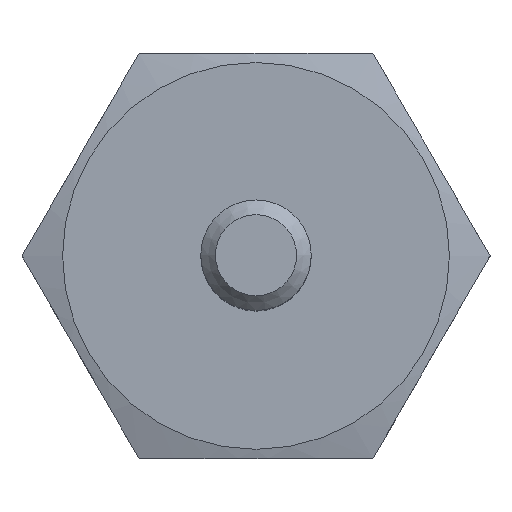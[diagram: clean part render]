
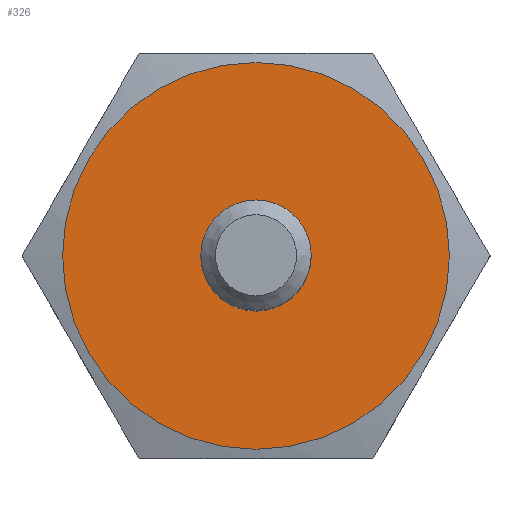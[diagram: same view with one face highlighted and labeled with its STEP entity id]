
A CAD part, top view. The second image highlights one B-rep face of the part: STEP entity #326.
In plain terms, the highlighted planar face has unit normal (0, 0, 1).
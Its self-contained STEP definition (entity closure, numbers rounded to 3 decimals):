
#28=FACE_BOUND('',#85,.T.);
#40=PLANE('',#389);
#63=FACE_OUTER_BOUND('',#84,.T.);
#84=EDGE_LOOP('',(#300));
#85=EDGE_LOOP('',(#301));
#117=CIRCLE('',#355,3.);
#133=CIRCLE('',#382,10.5);
#137=VERTEX_POINT('',#496);
#157=VERTEX_POINT('',#567);
#169=EDGE_CURVE('',#137,#137,#117,.T.);
#196=EDGE_CURVE('',#157,#157,#133,.T.);
#300=ORIENTED_EDGE('',*,*,#196,.T.);
#301=ORIENTED_EDGE('',*,*,#169,.T.);
#326=ADVANCED_FACE('',(#63,#28),#40,.T.);
#355=AXIS2_PLACEMENT_3D('',#498,#404,#405);
#382=AXIS2_PLACEMENT_3D('',#568,#463,#464);
#389=AXIS2_PLACEMENT_3D('',#606,#484,#485);
#404=DIRECTION('center_axis',(0.,0.,-1.));
#405=DIRECTION('ref_axis',(1.,0.,0.));
#463=DIRECTION('center_axis',(0.,0.,1.));
#464=DIRECTION('ref_axis',(0.5,0.866,0.));
#484=DIRECTION('center_axis',(0.,0.,1.));
#485=DIRECTION('ref_axis',(1.,0.,0.));
#496=CARTESIAN_POINT('',(-3.,0.,5.5));
#498=CARTESIAN_POINT('Origin',(0.,0.,5.5));
#567=CARTESIAN_POINT('',(-5.25,-9.093,5.5));
#568=CARTESIAN_POINT('Origin',(0.,0.,
5.5));
#606=CARTESIAN_POINT('Origin',(0.,0.,
5.5));
